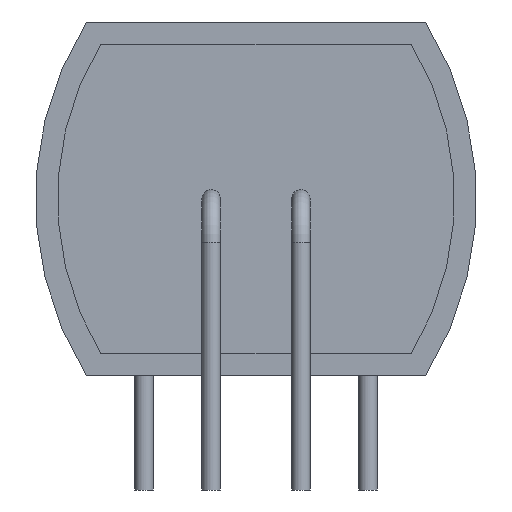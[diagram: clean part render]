
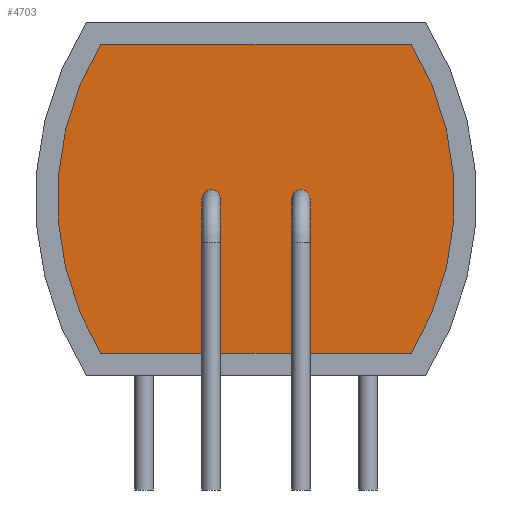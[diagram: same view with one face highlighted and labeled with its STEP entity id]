
A CAD part, left-side view. The second image highlights one B-rep face of the part: STEP entity #4703.
In plain terms, the highlighted planar face has unit normal (-1, 0, 0).
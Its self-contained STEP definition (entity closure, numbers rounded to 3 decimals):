
#4372 = VERTEX_POINT('',#4373);
#4373 = CARTESIAN_POINT('',(-4.99,-3.522,0.6));
#4379 = EDGE_CURVE('',#4372,#4380,#4382,.T.);
#4380 = VERTEX_POINT('',#4381);
#4381 = CARTESIAN_POINT('',(-4.99,-3.522,7.6));
#4382 = CIRCLE('',#4383,6.75);
#4383 = AXIS2_PLACEMENT_3D('',#4384,#4385,#4386);
#4384 = CARTESIAN_POINT('',(-4.99,2.25,4.1));
#4385 = DIRECTION('',(-1.,0.,0.));
#4386 = DIRECTION('',(0.,0.,-1.));
#4404 = EDGE_CURVE('',#4380,#4405,#4407,.T.);
#4405 = VERTEX_POINT('',#4406);
#4406 = CARTESIAN_POINT('',(-4.99,3.522,7.6));
#4407 = LINE('',#4408,#4409);
#4408 = CARTESIAN_POINT('',(-4.99,-3.522,7.6));
#4409 = VECTOR('',#4410,1.);
#4410 = DIRECTION('',(0.,1.,0.));
#4428 = EDGE_CURVE('',#4405,#4429,#4431,.T.);
#4429 = VERTEX_POINT('',#4430);
#4430 = CARTESIAN_POINT('',(-4.99,3.522,0.6));
#4431 = CIRCLE('',#4432,6.75);
#4432 = AXIS2_PLACEMENT_3D('',#4433,#4434,#4435);
#4433 = CARTESIAN_POINT('',(-4.99,-2.25,4.1));
#4434 = DIRECTION('',(-1.,0.,0.));
#4435 = DIRECTION('',(0.,0.,-1.));
#4453 = EDGE_CURVE('',#4372,#4429,#4454,.T.);
#4454 = LINE('',#4455,#4456);
#4455 = CARTESIAN_POINT('',(-4.99,-3.522,0.6));
#4456 = VECTOR('',#4457,1.);
#4457 = DIRECTION('',(0.,1.,0.));
#4703 = ADVANCED_FACE('',(#4704,#4710,#4721),#4732,.T.);
#4704 = FACE_BOUND('',#4705,.T.);
#4705 = EDGE_LOOP('',(#4706,#4707,#4708,#4709));
#4706 = ORIENTED_EDGE('',*,*,#4379,.T.);
#4707 = ORIENTED_EDGE('',*,*,#4404,.T.);
#4708 = ORIENTED_EDGE('',*,*,#4428,.T.);
#4709 = ORIENTED_EDGE('',*,*,#4453,.F.);
#4710 = FACE_BOUND('',#4711,.T.);
#4711 = EDGE_LOOP('',(#4712));
#4712 = ORIENTED_EDGE('',*,*,#4713,.F.);
#4713 = EDGE_CURVE('',#4714,#4714,#4716,.T.);
#4714 = VERTEX_POINT('',#4715);
#4715 = CARTESIAN_POINT('',(-4.99,1.018,3.893));
#4716 = CIRCLE('',#4717,0.208);
#4717 = AXIS2_PLACEMENT_3D('',#4718,#4719,#4720);
#4718 = CARTESIAN_POINT('',(-4.99,1.018,4.1));
#4719 = DIRECTION('',(-1.,0.,0.));
#4720 = DIRECTION('',(0.,0.,-1.));
#4721 = FACE_BOUND('',#4722,.T.);
#4722 = EDGE_LOOP('',(#4723));
#4723 = ORIENTED_EDGE('',*,*,#4724,.F.);
#4724 = EDGE_CURVE('',#4725,#4725,#4727,.T.);
#4725 = VERTEX_POINT('',#4726);
#4726 = CARTESIAN_POINT('',(-4.99,-1.018,3.893));
#4727 = CIRCLE('',#4728,0.208);
#4728 = AXIS2_PLACEMENT_3D('',#4729,#4730,#4731);
#4729 = CARTESIAN_POINT('',(-4.99,-1.018,4.1));
#4730 = DIRECTION('',(-1.,0.,0.));
#4731 = DIRECTION('',(0.,0.,-1.));
#4732 = PLANE('',#4733);
#4733 = AXIS2_PLACEMENT_3D('',#4734,#4735,#4736);
#4734 = CARTESIAN_POINT('',(-4.99,0.,4.1));
#4735 = DIRECTION('',(-1.,0.,0.));
#4736 = DIRECTION('',(0.,1.,0.));
